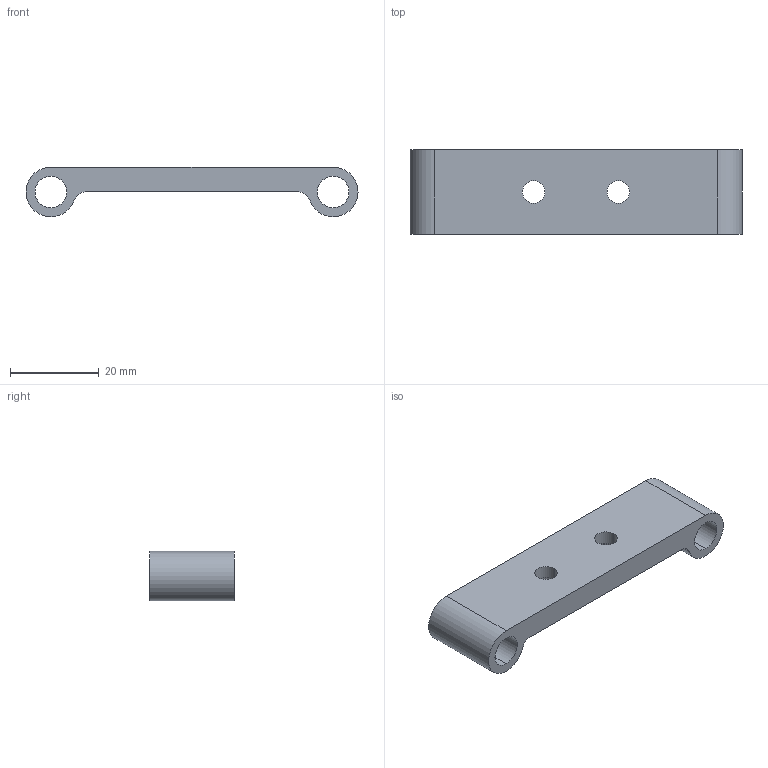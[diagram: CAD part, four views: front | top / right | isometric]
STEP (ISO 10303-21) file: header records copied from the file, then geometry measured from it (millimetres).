
FILE_DESCRIPTION (( 'STEP AP214' ), '1' );
FILE_NAME ('AVBY-MT-250R-M4C Mount, Avbay Sled, Mojave Sphinx.STEP', '2024-08-17T20:30:18', ( '' ), ( '' ), 'SwSTEP 2.0', 'SolidWorks 2022', '' );
FILE_SCHEMA (( 'AUTOMOTIVE_DESIGN' ));
Length unit declared in the file: inch
Products named in the file (1): AVBY-MT-250R-M4C Mount, Avbay Sled, Mojave Sphinx
Bounding box: 74.68 x 19.05 x 11.18 mm (x, y, z)
Volume: 7545.6 mm3; surface area: 5060.3 mm2
Topology: 1 solids, 1 shells, 24 faces, 60 edges, 40 vertices
Faces by surface type: cylinder 18, plane 6
Entity records: 796 total; most frequent: DIRECTION 146, CARTESIAN_POINT 125, ORIENTED_EDGE 120, AXIS2_PLACEMENT_3D 61, EDGE_CURVE 60, VERTEX_POINT 40, CIRCLE 36, EDGE_LOOP 34
